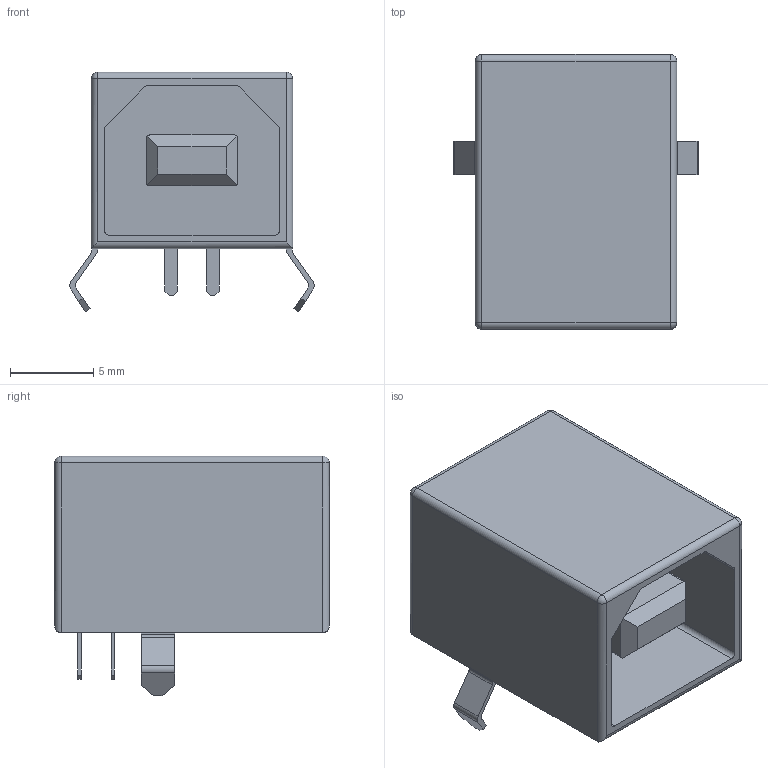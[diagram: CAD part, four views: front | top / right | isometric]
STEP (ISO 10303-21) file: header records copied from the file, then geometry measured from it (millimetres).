
FILE_DESCRIPTION(/* description */ (''),/* implementation_level */ '2;1');
FILE_NAME(/* name */ 'USB-B1HSB6 v3.step',/* time_stamp */ '2022-07-01T14:31:12-07:00',/* author */ (''),/* organization */ (''),/* preprocessor_version */ 'ST-DEVELOPER v19',/* originating_system */ 'Autodesk Translation Framework v11.7.0.108',/* authorisation */ '');
FILE_SCHEMA (('AUTOMOTIVE_DESIGN { 1 0 10303 214 3 1 1 }'));
Length unit declared in the file: millimetre
Products named in the file (1): USB-B1HSB6
Bounding box: 14.68 x 16.5 x 14.4 mm (x, y, z)
Volume: 1205 mm3; surface area: 1678.3 mm2
Topology: 7 solids, 7 shells, 110 faces, 266 edges, 172 vertices
Faces by surface type: plane 78, cylinder 28, sphere 4
Entity records: 3246 total; most frequent: CARTESIAN_POINT 549, DIRECTION 544, ORIENTED_EDGE 532, EDGE_CURVE 266, LINE 210, VECTOR 210, VERTEX_POINT 172, AXIS2_PLACEMENT_3D 167
